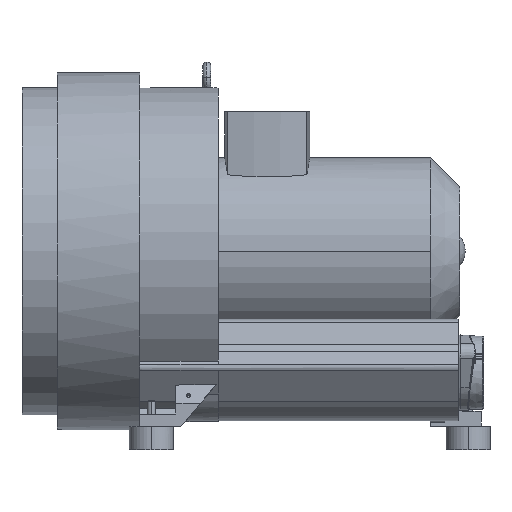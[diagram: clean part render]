
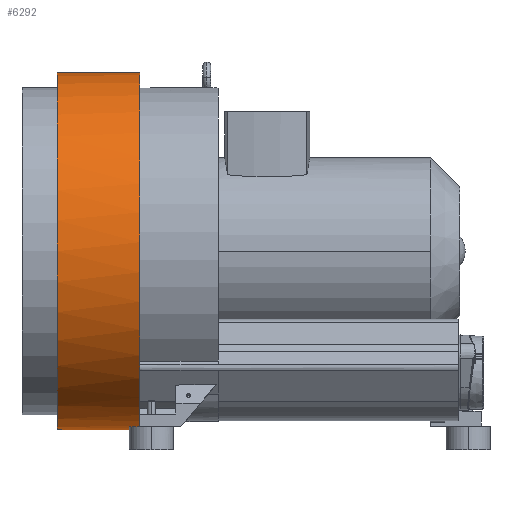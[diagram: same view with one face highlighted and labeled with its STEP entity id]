
A CAD part, left-side view. The second image highlights one B-rep face of the part: STEP entity #6292.
In plain terms, the highlighted cylindrical face has radius 305 mm (diameter 610 mm), a partial arc.
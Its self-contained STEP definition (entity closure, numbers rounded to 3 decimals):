
#15 = DIRECTION ( 'NONE',  ( 0., 0., 1. ) ) ;
#600 = CARTESIAN_POINT ( 'NONE',  ( -174.206, -8.55, -250.354 ) ) ;
#1094 = AXIS2_PLACEMENT_3D ( 'NONE', #4940, #16538, #8907 ) ;
#1234 = CARTESIAN_POINT ( 'NONE',  ( 0., -8.55, 0. ) ) ;
#2493 = AXIS2_PLACEMENT_3D ( 'NONE', #13016, #3192, #20248 ) ;
#2596 = ORIENTED_EDGE ( 'NONE', *, *, #10795, .T. ) ;
#2906 = VERTEX_POINT ( 'NONE', #8227 ) ;
#3192 = DIRECTION ( 'NONE',  ( 0., 1., 0. ) ) ;
#3798 = CARTESIAN_POINT ( 'NONE',  ( 0., -8.55, 0. ) ) ;
#3856 = EDGE_CURVE ( 'NONE', #12265, #14794, #20689, .T. ) ;
#3877 = ORIENTED_EDGE ( 'NONE', *, *, #11072, .F. ) ;
#4483 = EDGE_CURVE ( 'NONE', #18576, #12265, #23515, .T. ) ;
#4519 = CARTESIAN_POINT ( 'NONE',  ( -91.345, -8.55, -291. ) ) ;
#4791 = ORIENTED_EDGE ( 'NONE', *, *, #13226, .F. ) ;
#4940 = CARTESIAN_POINT ( 'NONE',  ( 0., 132.55, 0. ) ) ;
#5222 = FACE_OUTER_BOUND ( 'NONE', #16998, .T. ) ;
#5285 = LINE ( 'NONE', #7082, #22135 ) ;
#5807 = LINE ( 'NONE', #11692, #7536 ) ;
#6055 = DIRECTION ( 'NONE',  ( 0., 1., 0. ) ) ;
#6181 = CARTESIAN_POINT ( 'NONE',  ( 0., -8.55, -305. ) ) ;
#6292 = ADVANCED_FACE ( 'NONE', ( #5222 ), #16820, .T. ) ;
#6767 = EDGE_CURVE ( 'NONE', #14794, #19888, #13956, .T. ) ;
#7082 = CARTESIAN_POINT ( 'NONE',  ( 0., -8.55, -305. ) ) ;
#7399 = DIRECTION ( 'NONE',  ( 0., 1., 0. ) ) ;
#7536 = VECTOR ( 'NONE', #6055, 1000. ) ;
#8227 = CARTESIAN_POINT ( 'NONE',  ( 0., 132.55, 305. ) ) ;
#8864 = DIRECTION ( 'NONE',  ( 0., 0., 1. ) ) ;
#8907 = DIRECTION ( 'NONE',  ( 0., 0., 1. ) ) ;
#10713 = CARTESIAN_POINT ( 'NONE',  ( 0., 132.55, -305. ) ) ;
#10795 = EDGE_CURVE ( 'NONE', #19888, #2906, #5807, .T. ) ;
#11072 = EDGE_CURVE ( 'NONE', #18576, #18142, #5285, .T. ) ;
#11692 = CARTESIAN_POINT ( 'NONE',  ( 0., -8.55, 305. ) ) ;
#12265 = VERTEX_POINT ( 'NONE', #4519 ) ;
#12371 = DIRECTION ( 'NONE',  ( 0., 1., 0. ) ) ;
#12589 = AXIS2_PLACEMENT_3D ( 'NONE', #22015, #12371, #14010 ) ;
#13016 = CARTESIAN_POINT ( 'NONE',  ( 0., -8.55, 0. ) ) ;
#13226 = EDGE_CURVE ( 'NONE', #18142, #2906, #23423, .T. ) ;
#13769 = AXIS2_PLACEMENT_3D ( 'NONE', #1234, #15106, #8864 ) ;
#13956 = CIRCLE ( 'NONE', #18035, 305. ) ;
#14010 = DIRECTION ( 'NONE',  ( 0., 0., 1. ) ) ;
#14794 = VERTEX_POINT ( 'NONE', #600 ) ;
#15106 = DIRECTION ( 'NONE',  ( 0., 1., 0. ) ) ;
#15151 = ORIENTED_EDGE ( 'NONE', *, *, #4483, .T. ) ;
#16538 = DIRECTION ( 'NONE',  ( 0., 1., 0. ) ) ;
#16820 = CYLINDRICAL_SURFACE ( 'NONE', #2493, 305. ) ;
#16998 = EDGE_LOOP ( 'NONE', ( #3877, #15151, #24346, #24427, #2596, #4791 ) ) ;
#18035 = AXIS2_PLACEMENT_3D ( 'NONE', #3798, #7399, #15 ) ;
#18142 = VERTEX_POINT ( 'NONE', #10713 ) ;
#18576 = VERTEX_POINT ( 'NONE', #6181 ) ;
#19888 = VERTEX_POINT ( 'NONE', #20151 ) ;
#20151 = CARTESIAN_POINT ( 'NONE',  ( 0., -8.55, 305. ) ) ;
#20248 = DIRECTION ( 'NONE',  ( 0., 0., 1. ) ) ;
#20689 = CIRCLE ( 'NONE', #13769, 305. ) ;
#21183 = DIRECTION ( 'NONE',  ( 0., 1., 0. ) ) ;
#22015 = CARTESIAN_POINT ( 'NONE',  ( 0., -8.55, 0. ) ) ;
#22135 = VECTOR ( 'NONE', #21183, 1000. ) ;
#23423 = CIRCLE ( 'NONE', #1094, 305. ) ;
#23515 = CIRCLE ( 'NONE', #12589, 305. ) ;
#24346 = ORIENTED_EDGE ( 'NONE', *, *, #3856, .T. ) ;
#24427 = ORIENTED_EDGE ( 'NONE', *, *, #6767, .T. ) ;
